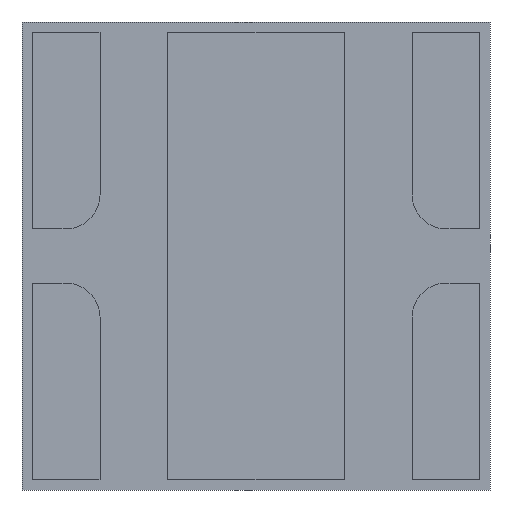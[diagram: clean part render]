
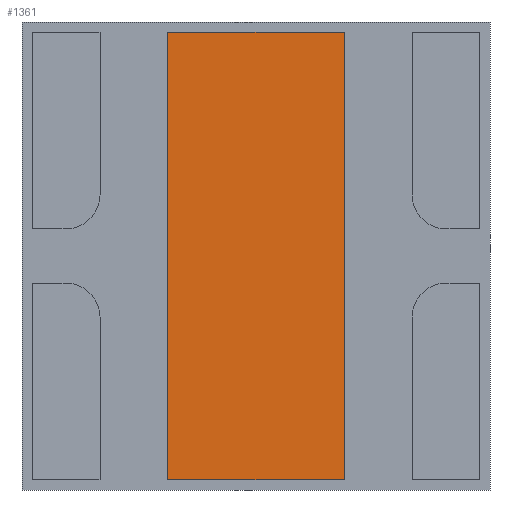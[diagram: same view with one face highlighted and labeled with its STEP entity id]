
A CAD part, front view. The second image highlights one B-rep face of the part: STEP entity #1361.
In plain terms, the highlighted planar face has unit normal (0, -1, 0).
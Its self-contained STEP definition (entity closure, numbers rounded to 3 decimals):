
#17 = DIRECTION ( 'NONE',  ( -1., 0., 0. ) ) ;
#60 = LINE ( 'NONE', #831, #900 ) ;
#81 = VECTOR ( 'NONE', #1108, 1000. ) ;
#89 = ORIENTED_EDGE ( 'NONE', *, *, #703, .F. ) ;
#106 = CARTESIAN_POINT ( 'NONE',  ( -0.65, 0., 1.65 ) ) ;
#141 = VERTEX_POINT ( 'NONE', #1950 ) ;
#157 = VECTOR ( 'NONE', #17, 1000. ) ;
#172 = VERTEX_POINT ( 'NONE', #1171 ) ;
#276 = FACE_OUTER_BOUND ( 'NONE', #436, .T. ) ;
#309 = AXIS2_PLACEMENT_3D ( 'NONE', #1084, #419, #1571 ) ;
#373 = CARTESIAN_POINT ( 'NONE',  ( -0.65, 0., 1.65 ) ) ;
#419 = DIRECTION ( 'NONE',  ( 0., -1., 0. ) ) ;
#436 = EDGE_LOOP ( 'NONE', ( #89, #1512, #1778, #1439 ) ) ;
#452 = VERTEX_POINT ( 'NONE', #1632 ) ;
#573 = EDGE_CURVE ( 'NONE', #172, #141, #607, .T. ) ;
#607 = LINE ( 'NONE', #628, #157 ) ;
#628 = CARTESIAN_POINT ( 'NONE',  ( -0.65, 0., -1.65 ) ) ;
#703 = EDGE_CURVE ( 'NONE', #452, #172, #1994, .T. ) ;
#777 = EDGE_CURVE ( 'NONE', #845, #452, #60, .T. ) ;
#810 = DIRECTION ( 'NONE',  ( 0., 0., -1. ) ) ;
#831 = CARTESIAN_POINT ( 'NONE',  ( -0.65, 0., 1.65 ) ) ;
#845 = VERTEX_POINT ( 'NONE', #373 ) ;
#900 = VECTOR ( 'NONE', #2142, 1000. ) ;
#926 = EDGE_CURVE ( 'NONE', #141, #845, #1031, .T. ) ;
#1031 = LINE ( 'NONE', #106, #81 ) ;
#1084 = CARTESIAN_POINT ( 'NONE',  ( 0., 0., 0. ) ) ;
#1108 = DIRECTION ( 'NONE',  ( 0., 0., 1. ) ) ;
#1171 = CARTESIAN_POINT ( 'NONE',  ( 0.65, 0., -1.65 ) ) ;
#1361 = ADVANCED_FACE ( 'NONE', ( #276 ), #1414, .T. ) ;
#1414 = PLANE ( 'NONE',  #309 ) ;
#1439 = ORIENTED_EDGE ( 'NONE', *, *, #573, .F. ) ;
#1512 = ORIENTED_EDGE ( 'NONE', *, *, #777, .F. ) ;
#1571 = DIRECTION ( 'NONE',  ( 0., 0., -1. ) ) ;
#1632 = CARTESIAN_POINT ( 'NONE',  ( 0.65, 0., 1.65 ) ) ;
#1778 = ORIENTED_EDGE ( 'NONE', *, *, #926, .F. ) ;
#1942 = VECTOR ( 'NONE', #810, 1000. ) ;
#1950 = CARTESIAN_POINT ( 'NONE',  ( -0.65, 0., -1.65 ) ) ;
#1954 = CARTESIAN_POINT ( 'NONE',  ( 0.65, 0., 1.65 ) ) ;
#1994 = LINE ( 'NONE', #1954, #1942 ) ;
#2142 = DIRECTION ( 'NONE',  ( 1., 0., 0. ) ) ;
